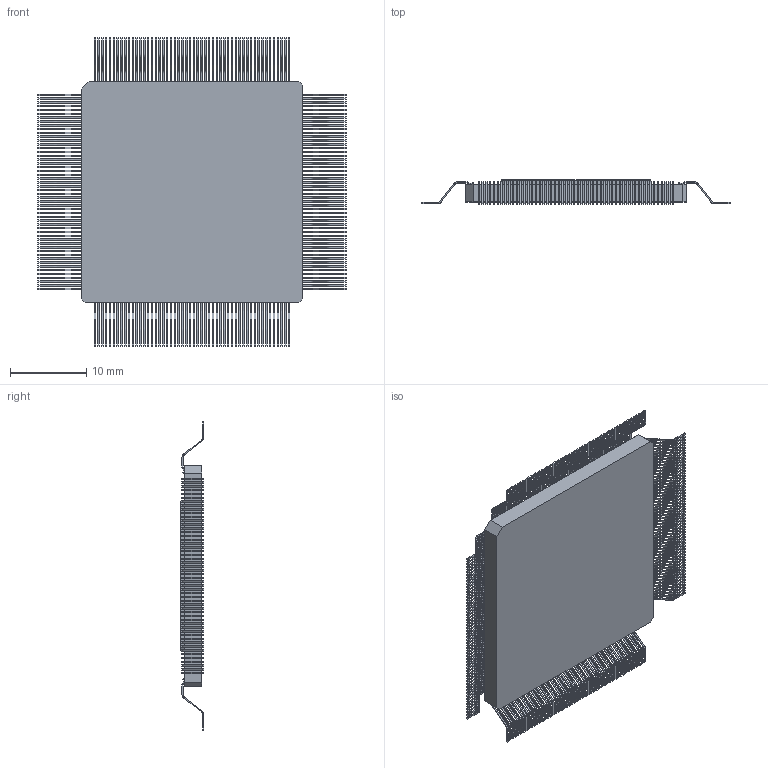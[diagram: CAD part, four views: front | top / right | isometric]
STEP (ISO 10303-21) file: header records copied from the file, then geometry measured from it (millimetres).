
FILE_DESCRIPTION( ( 'Unknown' ), '1' );
FILE_NAME( '42502081f-1921ВК01Т1.stp', 'Unknown', ( 'Unknown' ), ( 'Unknown' ), 'PSStep 17.0.49', 'Unknown', ' ' );
FILE_SCHEMA( ( 'AUTOMOTIVE_DESIGN { 1 0 10303 214 1 1 1 1 }' ) );
Length unit declared in the file: millimetre
Products named in the file (56): Assem1; 758771.034; ТАСФ.741126.054; 757482.002
Assembly tree (211 placements, depth 2):
  Assem1
    758771.034
    ТАСФ.741126.054
    (unnamed)  x4
    (unnamed)  x4
    (unnamed)  x4
    (unnamed)  x4
    (unnamed)  x4
    (unnamed)  x4
    (unnamed)  x4
    (unnamed)  x4
    (unnamed)  x4
    (unnamed)  x4
    (unnamed)  x4
    (unnamed)  x4
    (unnamed)  x4
    (unnamed)  x4
    (unnamed)  x4
    (unnamed)  x4
    (unnamed)  x4
    (unnamed)  x4
    (unnamed)  x4
    (unnamed)  x4
    (unnamed)  x4
    (unnamed)  x4
    (unnamed)  x4
    (unnamed)  x4
    (unnamed)  x4
    (unnamed)  x4
    (unnamed)  x4
    (unnamed)  x4
    (unnamed)  x4
    (unnamed)  x4
    (unnamed)  x4
    (unnamed)  x4
    (unnamed)  x4
    (unnamed)  x4
    (unnamed)  x4
    (unnamed)  x4
    (unnamed)  x4
    (unnamed)  x4
    (unnamed)  x4
    (unnamed)  x4
    (unnamed)  x4
    (unnamed)  x4
    (unnamed)  x4
    (unnamed)  x4
    (unnamed)  x4
    (unnamed)  x4
    (unnamed)  x4
    (unnamed)  x4
    (unnamed)  x4
    (unnamed)  x4
    (unnamed)  x4
    (unnamed)  x4
    757482.002
Bounding box: 40.4 x 3.1 x 40.4 mm (x, y, z)
Volume: 1789.6 mm3; surface area: 4201.2 mm2
Topology: 211 solids, 211 shells, 7555 faces, 20702 edges, 13800 vertices
Faces by surface type: plane 5397, cylinder 2132, extrusion 26
Full cylindrical faces by diameter (mm): 0.5 x1
Entity records: 140103 total; most frequent: CARTESIAN_POINT 20838, ORIENTED_EDGE 18930, DIRECTION 17953, EDGE_CURVE 9465, VECTOR 8295, LINE 8269, VERTEX_POINT 6312, AXIS2_PLACEMENT_3D 4829
